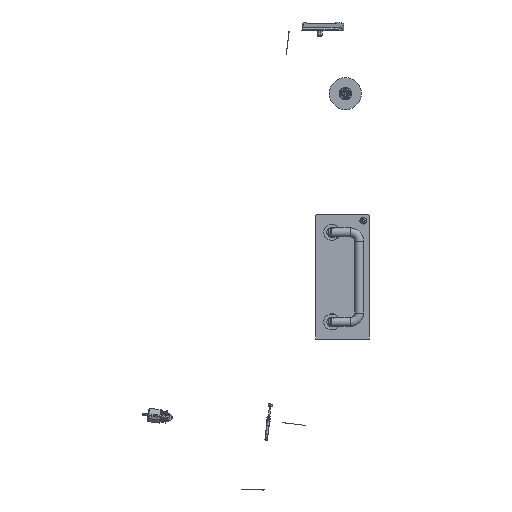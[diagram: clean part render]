
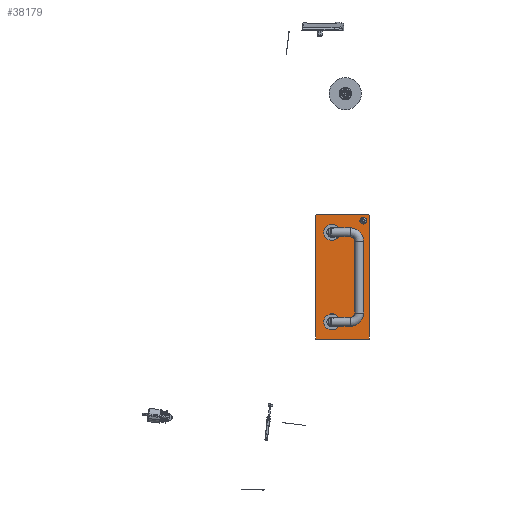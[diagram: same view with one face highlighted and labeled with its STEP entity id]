
A CAD part, left-side view. The second image highlights one B-rep face of the part: STEP entity #38179.
In plain terms, the highlighted face is planar.
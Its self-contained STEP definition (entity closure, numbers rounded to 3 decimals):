
#54 = DIRECTION ( 'NONE',  ( -0.707, 0., -0.707 ) ) ;
#91 = ORIENTED_EDGE ( 'NONE', *, *, #25040, .T. ) ;
#337 = VERTEX_POINT ( 'NONE', #7418 ) ;
#490 = VERTEX_POINT ( 'NONE', #4929 ) ;
#737 = DIRECTION ( 'NONE',  ( 0.707, 0., 0.707 ) ) ;
#871 = VERTEX_POINT ( 'NONE', #6503 ) ;
#904 = VECTOR ( 'NONE', #4344, 1000. ) ;
#922 = CARTESIAN_POINT ( 'NONE',  ( 50., 1., -12. ) ) ;
#986 = DIRECTION ( 'NONE',  ( -0.707, 0., 0.707 ) ) ;
#1940 = CARTESIAN_POINT ( 'NONE',  ( -50., 1., -12. ) ) ;
#2171 = CARTESIAN_POINT ( 'NONE',  ( 50., 1., -12. ) ) ;
#2287 = ORIENTED_EDGE ( 'NONE', *, *, #40754, .T. ) ;
#2386 = ORIENTED_EDGE ( 'NONE', *, *, #20324, .F. ) ;
#2472 = LINE ( 'NONE', #40921, #19192 ) ;
#2779 = PLANE ( 'NONE',  #31083 ) ;
#2856 = LINE ( 'NONE', #40721, #14884 ) ;
#2881 = ORIENTED_EDGE ( 'NONE', *, *, #33721, .T. ) ;
#3083 = VERTEX_POINT ( 'NONE', #18800 ) ;
#3224 = DIRECTION ( 'NONE',  ( 0., 1., 0. ) ) ;
#3434 = VECTOR ( 'NONE', #986, 1000. ) ;
#4344 = DIRECTION ( 'NONE',  ( 0.707, 0., -0.707 ) ) ;
#4644 = VECTOR ( 'NONE', #54, 1000. ) ;
#4929 = CARTESIAN_POINT ( 'NONE',  ( 70., 1., -29. ) ) ;
#5000 = EDGE_CURVE ( 'NONE', #3083, #871, #41490, .T. ) ;
#5283 = DIRECTION ( 'NONE',  ( 0., 0., 1. ) ) ;
#6023 = DIRECTION ( 'NONE',  ( 0., 1., 0. ) ) ;
#6130 = DIRECTION ( 'NONE',  ( 0., 0., 1. ) ) ;
#6272 = ORIENTED_EDGE ( 'NONE', *, *, #24411, .F. ) ;
#6503 = CARTESIAN_POINT ( 'NONE',  ( 63., 1., 21.35 ) ) ;
#7184 = VERTEX_POINT ( 'NONE', #9288 ) ;
#7418 = CARTESIAN_POINT ( 'NONE',  ( 69., 1., 30. ) ) ;
#8219 = EDGE_CURVE ( 'NONE', #28420, #33941, #2856, .T. ) ;
#8703 = EDGE_CURVE ( 'NONE', #33941, #337, #42645, .T. ) ;
#9288 = CARTESIAN_POINT ( 'NONE',  ( 50., 1., -16.1 ) ) ;
#9629 = CIRCLE ( 'NONE', #23758, 1.65 ) ;
#10534 = ORIENTED_EDGE ( 'NONE', *, *, #8703, .T. ) ;
#10556 = AXIS2_PLACEMENT_3D ( 'NONE', #1940, #25065, #5283 ) ;
#10958 = ORIENTED_EDGE ( 'NONE', *, *, #24317, .T. ) ;
#12022 = VERTEX_POINT ( 'NONE', #42595 ) ;
#12238 = VECTOR ( 'NONE', #26729, 1000. ) ;
#12355 = LINE ( 'NONE', #31127, #904 ) ;
#12911 = DIRECTION ( 'NONE',  ( -1., 0., 0. ) ) ;
#14324 = VERTEX_POINT ( 'NONE', #17680 ) ;
#14401 = ORIENTED_EDGE ( 'NONE', *, *, #20703, .F. ) ;
#14884 = VECTOR ( 'NONE', #737, 1000. ) ;
#14964 = VECTOR ( 'NONE', #12911, 1000. ) ;
#15116 = CIRCLE ( 'NONE', #40070, 4.1 ) ;
#15297 = DIRECTION ( 'NONE',  ( 0., 0., -1. ) ) ;
#15568 = EDGE_LOOP ( 'NONE', ( #37434, #14401 ) ) ;
#16475 = LINE ( 'NONE', #24562, #3434 ) ;
#16965 = EDGE_CURVE ( 'NONE', #18448, #490, #2472, .T. ) ;
#17015 = CARTESIAN_POINT ( 'NONE',  ( -70., 1., -30. ) ) ;
#17680 = CARTESIAN_POINT ( 'NONE',  ( 69., 1., -30. ) ) ;
#18448 = VERTEX_POINT ( 'NONE', #38750 ) ;
#18552 = AXIS2_PLACEMENT_3D ( 'NONE', #23274, #3224, #26640 ) ;
#18800 = CARTESIAN_POINT ( 'NONE',  ( 63., 1., 24.65 ) ) ;
#19083 = VERTEX_POINT ( 'NONE', #20475 ) ;
#19144 = DIRECTION ( 'NONE',  ( 0., -1., 0. ) ) ;
#19192 = VECTOR ( 'NONE', #34178, 1000. ) ;
#19528 = EDGE_CURVE ( 'NONE', #12022, #19083, #33026, .T. ) ;
#19541 = AXIS2_PLACEMENT_3D ( 'NONE', #2171, #21620, #15297 ) ;
#19722 = DIRECTION ( 'NONE',  ( 0., 0., 1. ) ) ;
#20324 = EDGE_CURVE ( 'NONE', #7184, #29866, #15116, .T. ) ;
#20355 = CIRCLE ( 'NONE', #18552, 4.1 ) ;
#20475 = CARTESIAN_POINT ( 'NONE',  ( -50., 1., -16.1 ) ) ;
#20703 = EDGE_CURVE ( 'NONE', #871, #3083, #9629, .T. ) ;
#21620 = DIRECTION ( 'NONE',  ( 0., 1., 0. ) ) ;
#23102 = CARTESIAN_POINT ( 'NONE',  ( -69., 1., -30. ) ) ;
#23274 = CARTESIAN_POINT ( 'NONE',  ( -50., 1., -12. ) ) ;
#23758 = AXIS2_PLACEMENT_3D ( 'NONE', #39700, #43185, #19722 ) ;
#24317 = EDGE_CURVE ( 'NONE', #35502, #28420, #40354, .T. ) ;
#24411 = EDGE_CURVE ( 'NONE', #19083, #12022, #20355, .T. ) ;
#24562 = CARTESIAN_POINT ( 'NONE',  ( -70., 1., -29. ) ) ;
#24594 = CARTESIAN_POINT ( 'NONE',  ( -70., 1., 29. ) ) ;
#24626 = DIRECTION ( 'NONE',  ( 0., 1., 0. ) ) ;
#25040 = EDGE_CURVE ( 'NONE', #337, #18448, #12355, .T. ) ;
#25065 = DIRECTION ( 'NONE',  ( 0., 1., 0. ) ) ;
#26403 = ORIENTED_EDGE ( 'NONE', *, *, #29972, .T. ) ;
#26640 = DIRECTION ( 'NONE',  ( 0., 0., 1. ) ) ;
#26729 = DIRECTION ( 'NONE',  ( 1., 0., 0. ) ) ;
#27144 = FACE_BOUND ( 'NONE', #33288, .T. ) ;
#27502 = CIRCLE ( 'NONE', #19541, 4.1 ) ;
#27672 = FACE_OUTER_BOUND ( 'NONE', #38160, .T. ) ;
#27699 = ORIENTED_EDGE ( 'NONE', *, *, #16965, .T. ) ;
#28112 = LINE ( 'NONE', #17015, #14964 ) ;
#28228 = FACE_BOUND ( 'NONE', #42144, .T. ) ;
#28420 = VERTEX_POINT ( 'NONE', #24594 ) ;
#28465 = CARTESIAN_POINT ( 'NONE',  ( -70., 1., -29. ) ) ;
#28500 = EDGE_CURVE ( 'NONE', #29866, #7184, #27502, .T. ) ;
#29281 = FACE_BOUND ( 'NONE', #15568, .T. ) ;
#29866 = VERTEX_POINT ( 'NONE', #32093 ) ;
#29972 = EDGE_CURVE ( 'NONE', #490, #14324, #40298, .T. ) ;
#30542 = VERTEX_POINT ( 'NONE', #23102 ) ;
#30624 = ORIENTED_EDGE ( 'NONE', *, *, #19528, .F. ) ;
#31083 = AXIS2_PLACEMENT_3D ( 'NONE', #35887, #19144, #36182 ) ;
#31127 = CARTESIAN_POINT ( 'NONE',  ( 70., 1., 29. ) ) ;
#31645 = ORIENTED_EDGE ( 'NONE', *, *, #28500, .F. ) ;
#32093 = CARTESIAN_POINT ( 'NONE',  ( 50., 1., -7.9 ) ) ;
#32558 = DIRECTION ( 'NONE',  ( 0., 0., 1. ) ) ;
#33026 = CIRCLE ( 'NONE', #10556, 4.1 ) ;
#33288 = EDGE_LOOP ( 'NONE', ( #30624, #6272 ) ) ;
#33721 = EDGE_CURVE ( 'NONE', #30542, #35502, #16475, .T. ) ;
#33941 = VERTEX_POINT ( 'NONE', #35336 ) ;
#34178 = DIRECTION ( 'NONE',  ( 0., 0., -1. ) ) ;
#34432 = ORIENTED_EDGE ( 'NONE', *, *, #8219, .T. ) ;
#35336 = CARTESIAN_POINT ( 'NONE',  ( -69., 1., 30. ) ) ;
#35502 = VERTEX_POINT ( 'NONE', #28465 ) ;
#35887 = CARTESIAN_POINT ( 'NONE',  ( 70., 1., -30. ) ) ;
#36167 = CARTESIAN_POINT ( 'NONE',  ( -70., 1., 30. ) ) ;
#36182 = DIRECTION ( 'NONE',  ( 0., 0., -1. ) ) ;
#37290 = CARTESIAN_POINT ( 'NONE',  ( -70., 1., 30. ) ) ;
#37434 = ORIENTED_EDGE ( 'NONE', *, *, #5000, .F. ) ;
#38160 = EDGE_LOOP ( 'NONE', ( #27699, #26403, #2287, #2881, #10958, #34432, #10534, #91 ) ) ;
#38179 = ADVANCED_FACE ( 'NONE', ( #28228, #27144, #27672, #29281 ), #2779, .F. ) ;
#38233 = VECTOR ( 'NONE', #6130, 1000. ) ;
#38750 = CARTESIAN_POINT ( 'NONE',  ( 70., 1., 29. ) ) ;
#39700 = CARTESIAN_POINT ( 'NONE',  ( 63., 1., 23. ) ) ;
#40070 = AXIS2_PLACEMENT_3D ( 'NONE', #922, #24626, #41194 ) ;
#40180 = CARTESIAN_POINT ( 'NONE',  ( 69., 1., -30. ) ) ;
#40298 = LINE ( 'NONE', #40180, #4644 ) ;
#40354 = LINE ( 'NONE', #36167, #38233 ) ;
#40721 = CARTESIAN_POINT ( 'NONE',  ( -69., 1., 30. ) ) ;
#40754 = EDGE_CURVE ( 'NONE', #14324, #30542, #28112, .T. ) ;
#40921 = CARTESIAN_POINT ( 'NONE',  ( 70., 1., 30. ) ) ;
#41028 = AXIS2_PLACEMENT_3D ( 'NONE', #42510, #6023, #32558 ) ;
#41194 = DIRECTION ( 'NONE',  ( 0., 0., -1. ) ) ;
#41490 = CIRCLE ( 'NONE', #41028, 1.65 ) ;
#42144 = EDGE_LOOP ( 'NONE', ( #31645, #2386 ) ) ;
#42510 = CARTESIAN_POINT ( 'NONE',  ( 63., 1., 23. ) ) ;
#42595 = CARTESIAN_POINT ( 'NONE',  ( -50., 1., -7.9 ) ) ;
#42645 = LINE ( 'NONE', #37290, #12238 ) ;
#43185 = DIRECTION ( 'NONE',  ( 0., 1., 0. ) ) ;
